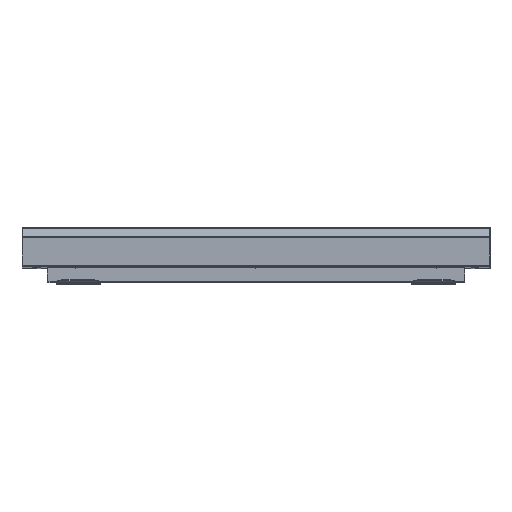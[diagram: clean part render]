
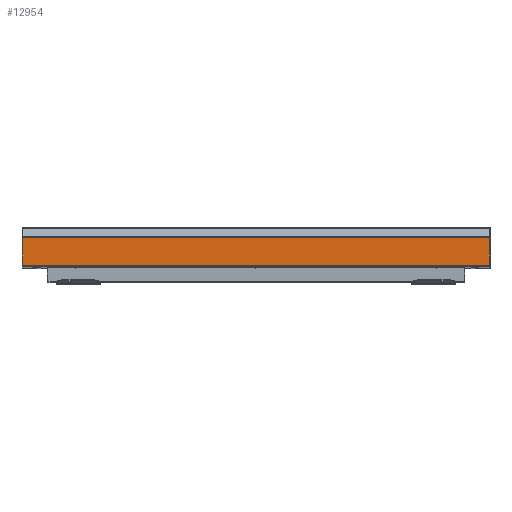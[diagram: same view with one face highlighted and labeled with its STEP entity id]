
A CAD part, top view. The second image highlights one B-rep face of the part: STEP entity #12954.
In plain terms, the highlighted planar face has unit normal (0, 0, 1).
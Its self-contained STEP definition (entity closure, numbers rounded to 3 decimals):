
#361 = DIRECTION ( 'NONE',  ( 1., 0., 0. ) ) ;
#567 = VECTOR ( 'NONE', #5829, 1000. ) ;
#583 = LINE ( 'NONE', #4290, #6087 ) ;
#709 = CARTESIAN_POINT ( 'NONE',  ( 427.5, -19.054, 643. ) ) ;
#852 = DIRECTION ( 'NONE',  ( 0., -1., 0. ) ) ;
#2351 = PLANE ( 'NONE',  #4066 ) ;
#2427 = DIRECTION ( 'NONE',  ( 0., 0., 1. ) ) ;
#4066 = AXIS2_PLACEMENT_3D ( 'NONE', #15384, #2427, #852 ) ;
#4290 = CARTESIAN_POINT ( 'NONE',  ( 427.5, -19.054, 643. ) ) ;
#4422 = VERTEX_POINT ( 'NONE', #6487 ) ;
#5595 = VECTOR ( 'NONE', #361, 1000. ) ;
#5829 = DIRECTION ( 'NONE',  ( 1., 0., 0. ) ) ;
#6087 = VECTOR ( 'NONE', #6674, 1000. ) ;
#6095 = ORIENTED_EDGE ( 'NONE', *, *, #6409, .F. ) ;
#6369 = LINE ( 'NONE', #11035, #5595 ) ;
#6375 = LINE ( 'NONE', #6607, #10376 ) ;
#6409 = EDGE_CURVE ( 'NONE', #7997, #4422, #583, .T. ) ;
#6487 = CARTESIAN_POINT ( 'NONE',  ( 427.5, -69.906, 643. ) ) ;
#6607 = CARTESIAN_POINT ( 'NONE',  ( -427.5, -19.054, 643. ) ) ;
#6674 = DIRECTION ( 'NONE',  ( 0., -1., 0. ) ) ;
#7189 = ORIENTED_EDGE ( 'NONE', *, *, #13944, .T. ) ;
#7587 = EDGE_CURVE ( 'NONE', #12875, #8494, #6375, .T. ) ;
#7997 = VERTEX_POINT ( 'NONE', #709 ) ;
#8494 = VERTEX_POINT ( 'NONE', #12481 ) ;
#8812 = LINE ( 'NONE', #15468, #567 ) ;
#9315 = FACE_OUTER_BOUND ( 'NONE', #15561, .T. ) ;
#10376 = VECTOR ( 'NONE', #14974, 1000. ) ;
#11035 = CARTESIAN_POINT ( 'NONE',  ( -427.5, -69.906, 643. ) ) ;
#12343 = CARTESIAN_POINT ( 'NONE',  ( -427.5, -19.054, 643. ) ) ;
#12481 = CARTESIAN_POINT ( 'NONE',  ( -427.5, -69.906, 643. ) ) ;
#12875 = VERTEX_POINT ( 'NONE', #12343 ) ;
#12954 = ADVANCED_FACE ( 'NONE', ( #9315 ), #2351, .T. ) ;
#13939 = EDGE_CURVE ( 'NONE', #12875, #7997, #8812, .T. ) ;
#13944 = EDGE_CURVE ( 'NONE', #8494, #4422, #6369, .T. ) ;
#14916 = ORIENTED_EDGE ( 'NONE', *, *, #13939, .F. ) ;
#14974 = DIRECTION ( 'NONE',  ( 0., -1., 0. ) ) ;
#15218 = ORIENTED_EDGE ( 'NONE', *, *, #7587, .T. ) ;
#15384 = CARTESIAN_POINT ( 'NONE',  ( -427.5, -19.054, 643. ) ) ;
#15468 = CARTESIAN_POINT ( 'NONE',  ( -427.5, -19.054, 643. ) ) ;
#15561 = EDGE_LOOP ( 'NONE', ( #7189, #6095, #14916, #15218 ) ) ;
